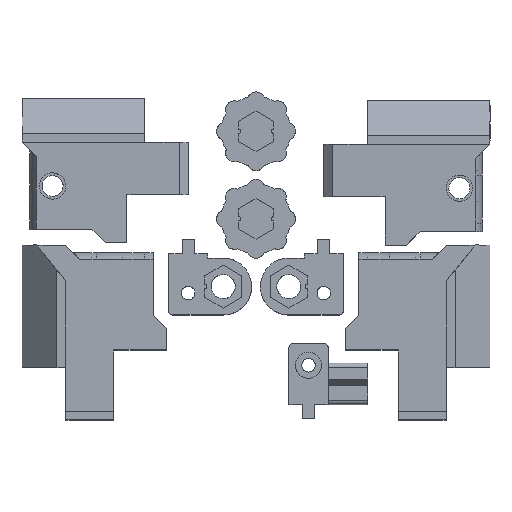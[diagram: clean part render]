
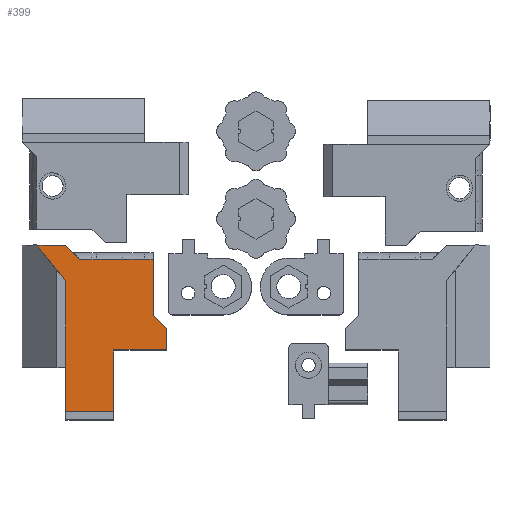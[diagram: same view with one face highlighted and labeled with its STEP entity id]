
A CAD part, top view. The second image highlights one B-rep face of the part: STEP entity #399.
In plain terms, the highlighted planar face has unit normal (0, 0, 1).
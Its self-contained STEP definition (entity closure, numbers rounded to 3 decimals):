
#399=ADVANCED_FACE('',(#903),#7621,.T.);
#903=FACE_OUTER_BOUND('',#1446,.T.);
#1446=EDGE_LOOP('',(#3269,#3270,#3271,#3272,#3273,#3274,#3275,#3276,#3277,
#3278,#3279,#3280,#3281,#3282,#3283,#3284,#3285));
#3269=ORIENTED_EDGE('',*,*,#4987,.T.);
#3270=ORIENTED_EDGE('',*,*,#4961,.F.);
#3271=ORIENTED_EDGE('',*,*,#4977,.F.);
#3272=ORIENTED_EDGE('',*,*,#4967,.F.);
#3273=ORIENTED_EDGE('',*,*,#4983,.F.);
#3274=ORIENTED_EDGE('',*,*,#4883,.F.);
#3275=ORIENTED_EDGE('',*,*,#4875,.F.);
#3276=ORIENTED_EDGE('',*,*,#4949,.F.);
#3277=ORIENTED_EDGE('',*,*,#4890,.F.);
#3278=ORIENTED_EDGE('',*,*,#4926,.F.);
#3279=ORIENTED_EDGE('',*,*,#4917,.F.);
#3280=ORIENTED_EDGE('',*,*,#4920,.F.);
#3281=ORIENTED_EDGE('',*,*,#4895,.F.);
#3282=ORIENTED_EDGE('',*,*,#4906,.F.);
#3283=ORIENTED_EDGE('',*,*,#4936,.F.);
#3284=ORIENTED_EDGE('',*,*,#4985,.F.);
#3285=ORIENTED_EDGE('',*,*,#4989,.T.);
#4875=EDGE_CURVE('',#7143,#7144,#6380,.T.);
#4883=EDGE_CURVE('',#7144,#7151,#6388,.T.);
#4890=EDGE_CURVE('',#7157,#7158,#6393,.T.);
#4895=EDGE_CURVE('',#7164,#7163,#6396,.T.);
#4906=EDGE_CURVE('',#7171,#7164,#6399,.T.);
#4917=EDGE_CURVE('',#7180,#7181,#6408,.T.);
#4920=EDGE_CURVE('',#7163,#7180,#6411,.T.);
#4926=EDGE_CURVE('',#7181,#7157,#6414,.T.);
#4936=EDGE_CURVE('',#7188,#7171,#6416,.T.);
#4949=EDGE_CURVE('',#7158,#7143,#6428,.T.);
#4961=EDGE_CURVE('',#7204,#7190,#6437,.T.);
#4967=EDGE_CURVE('',#7211,#7212,#6443,.T.);
#4977=EDGE_CURVE('',#7212,#7204,#6450,.T.);
#4983=EDGE_CURVE('',#7151,#7211,#6456,.T.);
#4985=EDGE_CURVE('',#7216,#7188,#6458,.T.);
#4987=EDGE_CURVE('',#7217,#7190,#6460,.T.);
#4989=EDGE_CURVE('',#7216,#7217,#5741,.T.);
#5741=(
BOUNDED_CURVE()
B_SPLINE_CURVE(2,(#12387,#12388,#12389),.UNSPECIFIED.,.F.,.F.)
B_SPLINE_CURVE_WITH_KNOTS((3,3),(-0.702,0.),.UNSPECIFIED.)
CURVE()
GEOMETRIC_REPRESENTATION_ITEM()
RATIONAL_B_SPLINE_CURVE((1.,0.944,1.))
REPRESENTATION_ITEM('')
);
#6380=B_SPLINE_CURVE_WITH_KNOTS('',1,(#12066,#12067),.UNSPECIFIED.,.F.,
 .F.,(2,2),(0.,4.243),.UNSPECIFIED.);
#6388=B_SPLINE_CURVE_WITH_KNOTS('',1,(#12082,#12083),.UNSPECIFIED.,.F.,
 .F.,(2,2),(0.,5.),.UNSPECIFIED.);
#6393=B_SPLINE_CURVE_WITH_KNOTS('',1,(#12098,#12099),.UNSPECIFIED.,.F.,
 .F.,(2,2),(0.,2.),.UNSPECIFIED.);
#6396=B_SPLINE_CURVE_WITH_KNOTS('',1,(#12110,#12111),.UNSPECIFIED.,.F.,
 .F.,(2,2),(0.,2.75),.UNSPECIFIED.);
#6399=B_SPLINE_CURVE_WITH_KNOTS('',1,(#12147,#12148,#12149),
 .UNSPECIFIED.,.F.,.F.,(2,1,2),(0.,1.414,4.596),
 .UNSPECIFIED.);
#6408=B_SPLINE_CURVE_WITH_KNOTS('',1,(#12179,#12180),.UNSPECIFIED.,.F.,
 .F.,(2,2),(0.,6.),.UNSPECIFIED.);
#6411=B_SPLINE_CURVE_WITH_KNOTS('',1,(#12185,#12186),.UNSPECIFIED.,.F.,
 .F.,(2,2),(0.,1.),.UNSPECIFIED.);
#6414=B_SPLINE_CURVE_WITH_KNOTS('',1,(#12200,#12201),.UNSPECIFIED.,.F.,
 .F.,(2,2),(0.,5.),.UNSPECIFIED.);
#6416=B_SPLINE_CURVE_WITH_KNOTS('',1,(#12235,#12236),.UNSPECIFIED.,.F.,
 .F.,(2,2),(0.,6.6),.UNSPECIFIED.);
#6428=B_SPLINE_CURVE_WITH_KNOTS('',1,(#12268,#12269,#12270,#12271),
 .UNSPECIFIED.,.F.,.F.,(2,1,1,2),(0.,3.75,7.75,12.75),.UNSPECIFIED.);
#6437=B_SPLINE_CURVE_WITH_KNOTS('',1,(#12300,#12301,#12302,#12303,#12304),
 .UNSPECIFIED.,.F.,.F.,(2,1,1,1,2),(0.,1.,1.5,2.,10.),.UNSPECIFIED.);
#6443=B_SPLINE_CURVE_WITH_KNOTS('',1,(#12315,#12316,#12317,#12318,#12319),
 .UNSPECIFIED.,.F.,.F.,(2,1,1,1,2),(0.,1.,5.5,13.,14.),.UNSPECIFIED.);
#6450=B_SPLINE_CURVE_WITH_KNOTS('',1,(#12350,#12351,#12352),
 .UNSPECIFIED.,.F.,.F.,(2,1,2),(0.,10.,11.),.UNSPECIFIED.);
#6456=B_SPLINE_CURVE_WITH_KNOTS('',1,(#12371,#12372,#12373,#12374,#12375),
 .UNSPECIFIED.,.F.,.F.,(2,1,1,1,2),(0.,3.5,7.5,11.,12.),.UNSPECIFIED.);
#6458=B_SPLINE_CURVE_WITH_KNOTS('',1,(#12378,#12379),.UNSPECIFIED.,.F.,
 .F.,(2,2),(0.,10.214),.UNSPECIFIED.);
#6460=B_SPLINE_CURVE_WITH_KNOTS('',1,(#12382,#12383,#12384),
 .UNSPECIFIED.,.F.,.F.,(2,1,2),(0.,14.399,19.399),
 .UNSPECIFIED.);
#7143=VERTEX_POINT('',#11983);
#7144=VERTEX_POINT('',#11984);
#7151=VERTEX_POINT('',#11991);
#7157=VERTEX_POINT('',#11997);
#7158=VERTEX_POINT('',#11998);
#7163=VERTEX_POINT('',#12003);
#7164=VERTEX_POINT('',#12004);
#7171=VERTEX_POINT('',#12011);
#7180=VERTEX_POINT('',#12020);
#7181=VERTEX_POINT('',#12021);
#7188=VERTEX_POINT('',#12028);
#7190=VERTEX_POINT('',#12030);
#7204=VERTEX_POINT('',#12044);
#7211=VERTEX_POINT('',#12051);
#7212=VERTEX_POINT('',#12052);
#7216=VERTEX_POINT('',#12056);
#7217=VERTEX_POINT('',#12057);
#7621=PLANE('',#8384);
#8384=AXIS2_PLACEMENT_3D('',#11973,#8887,$);
#8887=DIRECTION('',(0.,0.,1.));
#11973=CARTESIAN_POINT('',(-64.5,7.243,9.));
#11983=CARTESIAN_POINT('',(-23.5,-13.,9.));
#11984=CARTESIAN_POINT('',(-20.5,-16.,9.));
#11991=CARTESIAN_POINT('',(-20.5,-21.,9.));
#11997=CARTESIAN_POINT('',(-25.5,-0.25,9.));
#11998=CARTESIAN_POINT('',(-23.5,-0.25,9.));
#12003=CARTESIAN_POINT('',(-37.5,-0.25,9.));
#12004=CARTESIAN_POINT('',(-40.25,-0.25,9.));
#12011=CARTESIAN_POINT('',(-43.5,3.,9.));
#12020=CARTESIAN_POINT('',(-36.5,-0.25,9.));
#12021=CARTESIAN_POINT('',(-30.5,-0.25,9.));
#12028=CARTESIAN_POINT('',(-50.1,3.,9.));
#12030=CARTESIAN_POINT('',(-43.5,-25.,9.));
#12044=CARTESIAN_POINT('',(-43.5,-35.,9.));
#12051=CARTESIAN_POINT('',(-32.5,-21.,9.));
#12052=CARTESIAN_POINT('',(-32.5,-35.,9.));
#12056=CARTESIAN_POINT('',(-43.719,-4.976,9.));
#12057=CARTESIAN_POINT('',(-43.5,-5.601,9.));
#12066=CARTESIAN_POINT('',(-23.5,-13.,9.));
#12067=CARTESIAN_POINT('',(-20.5,-16.,9.));
#12082=CARTESIAN_POINT('',(-20.5,-16.,9.));
#12083=CARTESIAN_POINT('',(-20.5,-21.,9.));
#12098=CARTESIAN_POINT('',(-25.5,-0.25,9.));
#12099=CARTESIAN_POINT('',(-23.5,-0.25,9.));
#12110=CARTESIAN_POINT('',(-40.25,-0.25,9.));
#12111=CARTESIAN_POINT('',(-37.5,-0.25,9.));
#12147=CARTESIAN_POINT('',(-43.5,3.,9.));
#12148=CARTESIAN_POINT('',(-42.5,2.,9.));
#12149=CARTESIAN_POINT('',(-40.25,-0.25,9.));
#12179=CARTESIAN_POINT('',(-36.5,-0.25,9.));
#12180=CARTESIAN_POINT('',(-30.5,-0.25,9.));
#12185=CARTESIAN_POINT('',(-37.5,-0.25,9.));
#12186=CARTESIAN_POINT('',(-36.5,-0.25,9.));
#12200=CARTESIAN_POINT('',(-30.5,-0.25,9.));
#12201=CARTESIAN_POINT('',(-25.5,-0.25,9.));
#12235=CARTESIAN_POINT('',(-50.1,3.,9.));
#12236=CARTESIAN_POINT('',(-43.5,3.,9.));
#12268=CARTESIAN_POINT('',(-23.5,-0.25,9.));
#12269=CARTESIAN_POINT('',(-23.5,-4.,9.));
#12270=CARTESIAN_POINT('',(-23.5,-8.,9.));
#12271=CARTESIAN_POINT('',(-23.5,-13.,9.));
#12300=CARTESIAN_POINT('',(-43.5,-35.,9.));
#12301=CARTESIAN_POINT('',(-43.5,-34.,9.));
#12302=CARTESIAN_POINT('',(-43.5,-33.5,9.));
#12303=CARTESIAN_POINT('',(-43.5,-33.,9.));
#12304=CARTESIAN_POINT('',(-43.5,-25.,9.));
#12315=CARTESIAN_POINT('',(-32.5,-21.,9.));
#12316=CARTESIAN_POINT('',(-32.5,-22.,9.));
#12317=CARTESIAN_POINT('',(-32.5,-26.5,9.));
#12318=CARTESIAN_POINT('',(-32.5,-34.,9.));
#12319=CARTESIAN_POINT('',(-32.5,-35.,9.));
#12350=CARTESIAN_POINT('',(-32.5,-35.,9.));
#12351=CARTESIAN_POINT('',(-42.5,-35.,9.));
#12352=CARTESIAN_POINT('',(-43.5,-35.,9.));
#12371=CARTESIAN_POINT('',(-20.5,-21.,9.));
#12372=CARTESIAN_POINT('',(-24.,-21.,9.));
#12373=CARTESIAN_POINT('',(-28.,-21.,9.));
#12374=CARTESIAN_POINT('',(-31.5,-21.,9.));
#12375=CARTESIAN_POINT('',(-32.5,-21.,9.));
#12378=CARTESIAN_POINT('',(-43.719,-4.976,9.));
#12379=CARTESIAN_POINT('',(-50.1,3.,9.));
#12382=CARTESIAN_POINT('',(-43.5,-5.601,9.));
#12383=CARTESIAN_POINT('',(-43.5,-20.,9.));
#12384=CARTESIAN_POINT('',(-43.5,-25.,9.));
#12387=CARTESIAN_POINT('',(-43.719,-4.976,9.));
#12388=CARTESIAN_POINT('',(-43.5,-5.25,9.));
#12389=CARTESIAN_POINT('',(-43.5,-5.601,9.));
